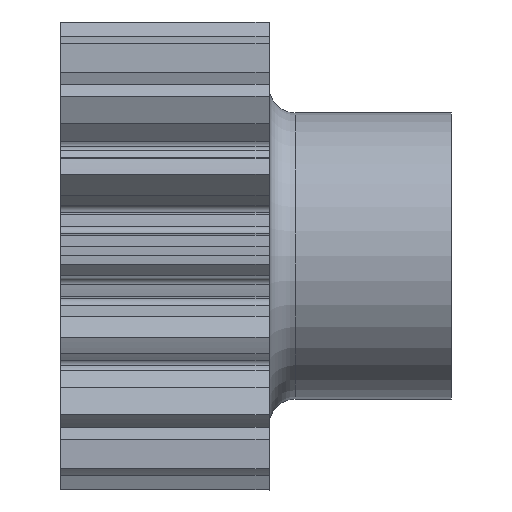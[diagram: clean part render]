
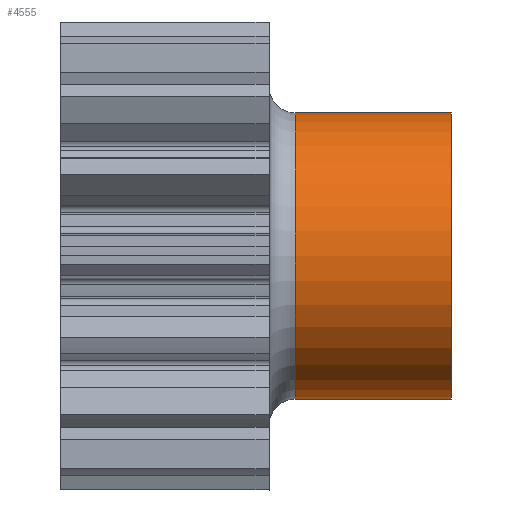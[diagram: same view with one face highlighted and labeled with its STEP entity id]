
A CAD part, top view. The second image highlights one B-rep face of the part: STEP entity #4555.
In plain terms, the highlighted cylindrical face has radius 5.5 mm (diameter 11 mm), a partial arc.
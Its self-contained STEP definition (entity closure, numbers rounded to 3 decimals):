
#4499=CARTESIAN_POINT('Axis2P3D Location',(18.5,0.,0.)) ;
#4504=CARTESIAN_POINT('Line Origine',(18.5,5.5,0.)) ;
#4508=CARTESIAN_POINT('Vertex',(22.,5.5,0.)) ;
#4510=CARTESIAN_POINT('Vertex',(16.,5.5,0.)) ;
#4517=CARTESIAN_POINT('Vertex',(22.,-5.5,0.)) ;
#4520=CARTESIAN_POINT('Line Origine',(18.5,-5.5,0.)) ;
#4524=CARTESIAN_POINT('Vertex',(16.,-5.5,0.)) ;
#4539=CARTESIAN_POINT('Axis2P3D Location',(22.,0.,0.)) ;
#4544=CARTESIAN_POINT('Axis2P3D Location',(16.,0.,0.)) ;
#4500=DIRECTION('Axis2P3D Direction',(1.,0.,-0.)) ;
#4501=DIRECTION('Axis2P3D XDirection',(0.,1.,0.)) ;
#4505=DIRECTION('Vector Direction',(1.,0.,0.)) ;
#4521=DIRECTION('Vector Direction',(1.,0.,0.)) ;
#4540=DIRECTION('Axis2P3D Direction',(1.,0.,-0.)) ;
#4545=DIRECTION('Axis2P3D Direction',(1.,0.,-0.)) ;
#4502=AXIS2_PLACEMENT_3D('Cylinder Axis2P3D',#4499,#4500,#4501) ;
#4541=AXIS2_PLACEMENT_3D('Circle Axis2P3D',#4539,#4540,$) ;
#4546=AXIS2_PLACEMENT_3D('Circle Axis2P3D',#4544,#4545,$) ;
#4550=ORIENTED_EDGE('',*,*,#4526,.F.) ;
#4551=ORIENTED_EDGE('',*,*,#4543,.F.) ;
#4552=ORIENTED_EDGE('',*,*,#4512,.T.) ;
#4553=ORIENTED_EDGE('',*,*,#4548,.F.) ;
#4506=VECTOR('Line Direction',#4505,1.) ;
#4522=VECTOR('Line Direction',#4521,1.) ;
#4555=ADVANCED_FACE('_22400-0110150016',(#4554),#4503,.T.) ;
#4542=CIRCLE('generated circle',#4541,5.5) ;
#4547=CIRCLE('generated circle',#4546,5.5) ;
#4503=CYLINDRICAL_SURFACE('generated cylinder',#4502,5.5) ;
#4512=EDGE_CURVE('',#4509,#4511,#4507,.F.) ;
#4526=EDGE_CURVE('',#4518,#4525,#4523,.F.) ;
#4543=EDGE_CURVE('',#4509,#4518,#4542,.T.) ;
#4548=EDGE_CURVE('',#4525,#4511,#4547,.F.) ;
#4549=EDGE_LOOP('',(#4550,#4551,#4552,#4553)) ;
#4554=FACE_OUTER_BOUND('',#4549,.T.) ;
#4507=LINE('Line',#4504,#4506) ;
#4523=LINE('Line',#4520,#4522) ;
#4509=VERTEX_POINT('',#4508) ;
#4511=VERTEX_POINT('',#4510) ;
#4518=VERTEX_POINT('',#4517) ;
#4525=VERTEX_POINT('',#4524) ;
